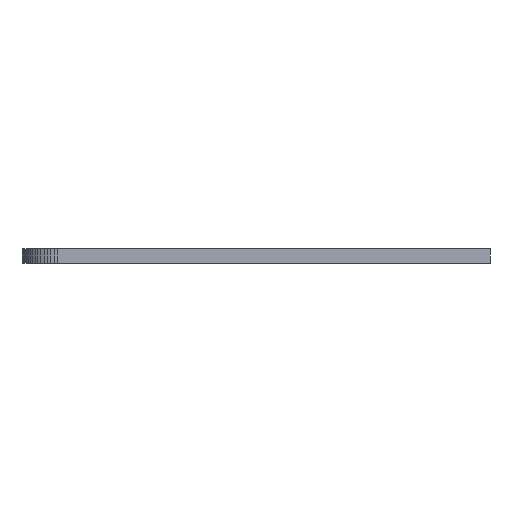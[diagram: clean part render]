
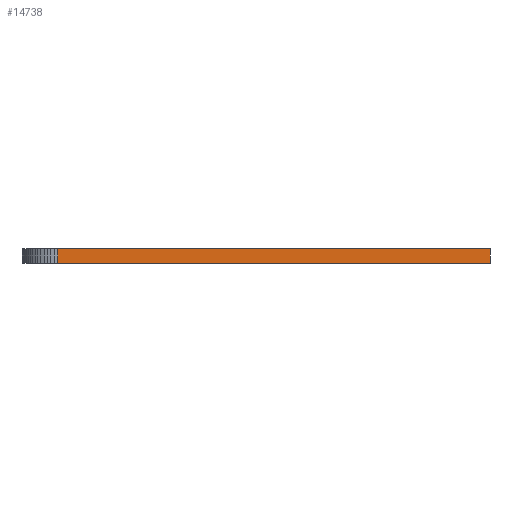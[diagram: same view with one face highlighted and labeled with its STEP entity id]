
A CAD part, left-side view. The second image highlights one B-rep face of the part: STEP entity #14738.
In plain terms, the highlighted planar face has unit normal (-1, 0, 0).
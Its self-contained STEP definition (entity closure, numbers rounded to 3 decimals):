
#90 = PLANE('',#91);
#91 = AXIS2_PLACEMENT_3D('',#92,#93,#94);
#92 = CARTESIAN_POINT('',(143.485,-85.518,1.6));
#93 = DIRECTION('',(-0.,-0.,-1.));
#94 = DIRECTION('',(-1.,0.,0.));
#144 = PLANE('',#145);
#145 = AXIS2_PLACEMENT_3D('',#146,#147,#148);
#146 = CARTESIAN_POINT('',(143.485,-85.518,0.));
#147 = DIRECTION('',(-0.,-0.,-1.));
#148 = DIRECTION('',(-1.,0.,0.));
#1149 = VERTEX_POINT('',#1150);
#1150 = CARTESIAN_POINT('',(100.838,-111.887,0.));
#1164 = PLANE('',#1165);
#1165 = AXIS2_PLACEMENT_3D('',#1166,#1167,#1168);
#1166 = CARTESIAN_POINT('',(182.626,-111.887,0.));
#1167 = DIRECTION('',(0.,-1.,0.));
#1168 = DIRECTION('',(-1.,0.,0.));
#1176 = EDGE_CURVE('',#1149,#1177,#1179,.T.);
#1177 = VERTEX_POINT('',#1178);
#1178 = CARTESIAN_POINT('',(100.838,-62.865,0.));
#1179 = SURFACE_CURVE('',#1180,(#1184,#1191),.PCURVE_S1.);
#1180 = LINE('',#1181,#1182);
#1181 = CARTESIAN_POINT('',(100.838,-111.887,0.));
#1182 = VECTOR('',#1183,1.);
#1183 = DIRECTION('',(0.,1.,0.));
#1184 = PCURVE('',#144,#1185);
#1185 = DEFINITIONAL_REPRESENTATION('',(#1186),#1190);
#1186 = LINE('',#1187,#1188);
#1187 = CARTESIAN_POINT('',(42.647,-26.369));
#1188 = VECTOR('',#1189,1.);
#1189 = DIRECTION('',(0.,1.));
#1190 = ( GEOMETRIC_REPRESENTATION_CONTEXT(2) 
PARAMETRIC_REPRESENTATION_CONTEXT() REPRESENTATION_CONTEXT('2D SPACE',''
  ) );
#1191 = PCURVE('',#1192,#1197);
#1192 = PLANE('',#1193);
#1193 = AXIS2_PLACEMENT_3D('',#1194,#1195,#1196);
#1194 = CARTESIAN_POINT('',(100.838,-111.887,0.));
#1195 = DIRECTION('',(-1.,0.,0.));
#1196 = DIRECTION('',(0.,1.,0.));
#1197 = DEFINITIONAL_REPRESENTATION('',(#1198),#1202);
#1198 = LINE('',#1199,#1200);
#1199 = CARTESIAN_POINT('',(0.,0.));
#1200 = VECTOR('',#1201,1.);
#1201 = DIRECTION('',(1.,0.));
#1202 = ( GEOMETRIC_REPRESENTATION_CONTEXT(2) 
PARAMETRIC_REPRESENTATION_CONTEXT() REPRESENTATION_CONTEXT('2D SPACE',''
  ) );
#1220 = PLANE('',#1221);
#1221 = AXIS2_PLACEMENT_3D('',#1222,#1223,#1224);
#1222 = CARTESIAN_POINT('',(100.838,-62.865,0.));
#1223 = DIRECTION('',(-0.999,0.049,0.));
#1224 = DIRECTION('',(0.049,0.999,0.));
#8338 = VERTEX_POINT('',#8339);
#8339 = CARTESIAN_POINT('',(100.838,-111.887,1.6));
#8360 = EDGE_CURVE('',#8338,#8361,#8363,.T.);
#8361 = VERTEX_POINT('',#8362);
#8362 = CARTESIAN_POINT('',(100.838,-62.865,1.6));
#8363 = SURFACE_CURVE('',#8364,(#8368,#8375),.PCURVE_S1.);
#8364 = LINE('',#8365,#8366);
#8365 = CARTESIAN_POINT('',(100.838,-111.887,1.6));
#8366 = VECTOR('',#8367,1.);
#8367 = DIRECTION('',(0.,1.,0.));
#8368 = PCURVE('',#90,#8369);
#8369 = DEFINITIONAL_REPRESENTATION('',(#8370),#8374);
#8370 = LINE('',#8371,#8372);
#8371 = CARTESIAN_POINT('',(42.647,-26.369));
#8372 = VECTOR('',#8373,1.);
#8373 = DIRECTION('',(0.,1.));
#8374 = ( GEOMETRIC_REPRESENTATION_CONTEXT(2) 
PARAMETRIC_REPRESENTATION_CONTEXT() REPRESENTATION_CONTEXT('2D SPACE',''
  ) );
#8375 = PCURVE('',#1192,#8376);
#8376 = DEFINITIONAL_REPRESENTATION('',(#8377),#8381);
#8377 = LINE('',#8378,#8379);
#8378 = CARTESIAN_POINT('',(0.,-1.6));
#8379 = VECTOR('',#8380,1.);
#8380 = DIRECTION('',(1.,0.));
#8381 = ( GEOMETRIC_REPRESENTATION_CONTEXT(2) 
PARAMETRIC_REPRESENTATION_CONTEXT() REPRESENTATION_CONTEXT('2D SPACE',''
  ) );
#14688 = EDGE_CURVE('',#1177,#8361,#14689,.T.);
#14689 = SURFACE_CURVE('',#14690,(#14694,#14701),.PCURVE_S1.);
#14690 = LINE('',#14691,#14692);
#14691 = CARTESIAN_POINT('',(100.838,-62.865,0.));
#14692 = VECTOR('',#14693,1.);
#14693 = DIRECTION('',(0.,0.,1.));
#14694 = PCURVE('',#1220,#14695);
#14695 = DEFINITIONAL_REPRESENTATION('',(#14696),#14700);
#14696 = LINE('',#14697,#14698);
#14697 = CARTESIAN_POINT('',(0.,0.));
#14698 = VECTOR('',#14699,1.);
#14699 = DIRECTION('',(0.,-1.));
#14700 = ( GEOMETRIC_REPRESENTATION_CONTEXT(2) 
PARAMETRIC_REPRESENTATION_CONTEXT() REPRESENTATION_CONTEXT('2D SPACE',''
  ) );
#14701 = PCURVE('',#1192,#14702);
#14702 = DEFINITIONAL_REPRESENTATION('',(#14703),#14707);
#14703 = LINE('',#14704,#14705);
#14704 = CARTESIAN_POINT('',(49.022,0.));
#14705 = VECTOR('',#14706,1.);
#14706 = DIRECTION('',(0.,-1.));
#14707 = ( GEOMETRIC_REPRESENTATION_CONTEXT(2) 
PARAMETRIC_REPRESENTATION_CONTEXT() REPRESENTATION_CONTEXT('2D SPACE',''
  ) );
#14738 = ADVANCED_FACE('',(#14739),#1192,.T.);
#14739 = FACE_BOUND('',#14740,.T.);
#14740 = EDGE_LOOP('',(#14741,#14762,#14763,#14764));
#14741 = ORIENTED_EDGE('',*,*,#14742,.T.);
#14742 = EDGE_CURVE('',#1149,#8338,#14743,.T.);
#14743 = SURFACE_CURVE('',#14744,(#14748,#14755),.PCURVE_S1.);
#14744 = LINE('',#14745,#14746);
#14745 = CARTESIAN_POINT('',(100.838,-111.887,0.));
#14746 = VECTOR('',#14747,1.);
#14747 = DIRECTION('',(0.,0.,1.));
#14748 = PCURVE('',#1192,#14749);
#14749 = DEFINITIONAL_REPRESENTATION('',(#14750),#14754);
#14750 = LINE('',#14751,#14752);
#14751 = CARTESIAN_POINT('',(0.,0.));
#14752 = VECTOR('',#14753,1.);
#14753 = DIRECTION('',(0.,-1.));
#14754 = ( GEOMETRIC_REPRESENTATION_CONTEXT(2) 
PARAMETRIC_REPRESENTATION_CONTEXT() REPRESENTATION_CONTEXT('2D SPACE',''
  ) );
#14755 = PCURVE('',#1164,#14756);
#14756 = DEFINITIONAL_REPRESENTATION('',(#14757),#14761);
#14757 = LINE('',#14758,#14759);
#14758 = CARTESIAN_POINT('',(81.788,0.));
#14759 = VECTOR('',#14760,1.);
#14760 = DIRECTION('',(0.,-1.));
#14761 = ( GEOMETRIC_REPRESENTATION_CONTEXT(2) 
PARAMETRIC_REPRESENTATION_CONTEXT() REPRESENTATION_CONTEXT('2D SPACE',''
  ) );
#14762 = ORIENTED_EDGE('',*,*,#8360,.T.);
#14763 = ORIENTED_EDGE('',*,*,#14688,.F.);
#14764 = ORIENTED_EDGE('',*,*,#1176,.F.);
